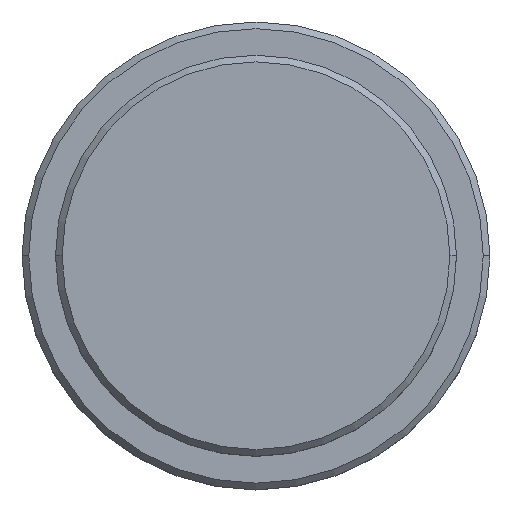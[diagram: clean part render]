
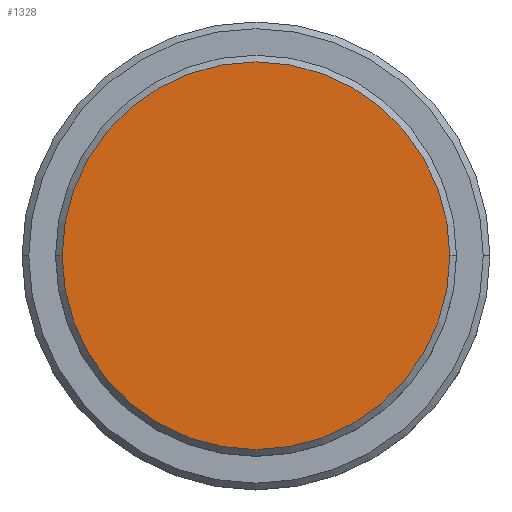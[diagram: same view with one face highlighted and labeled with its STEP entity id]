
A CAD part, top view. The second image highlights one B-rep face of the part: STEP entity #1328.
In plain terms, the highlighted planar face has unit normal (0, 0, 1).
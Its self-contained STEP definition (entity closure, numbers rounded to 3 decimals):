
#3 = ORIENTED_EDGE ( 'NONE', *, *, #1174, .T. ) ;
#137 = PLANE ( 'NONE',  #454 ) ;
#182 = CARTESIAN_POINT ( 'NONE',  ( 0., 0., 0. ) ) ;
#194 = CARTESIAN_POINT ( 'NONE',  ( -14.5, 0., 0. ) ) ;
#197 = EDGE_LOOP ( 'NONE', ( #3, #826 ) ) ;
#207 = EDGE_CURVE ( 'NONE', #1265, #1127, #447, .T. ) ;
#237 = CARTESIAN_POINT ( 'NONE',  ( 14.5, 0., 0. ) ) ;
#421 = DIRECTION ( 'NONE',  ( 0., 0., 1. ) ) ;
#447 = CIRCLE ( 'NONE', #1238, 14.5 ) ;
#454 = AXIS2_PLACEMENT_3D ( 'NONE', #972, #488, #800 ) ;
#488 = DIRECTION ( 'NONE',  ( 0., 0., 1. ) ) ;
#571 = AXIS2_PLACEMENT_3D ( 'NONE', #182, #421, #856 ) ;
#774 = CIRCLE ( 'NONE', #571, 14.5 ) ;
#800 = DIRECTION ( 'NONE',  ( 1., 0., 0. ) ) ;
#826 = ORIENTED_EDGE ( 'NONE', *, *, #207, .T. ) ;
#856 = DIRECTION ( 'NONE',  ( 1., 0., 0. ) ) ;
#972 = CARTESIAN_POINT ( 'NONE',  ( 0., 0., 0. ) ) ;
#979 = DIRECTION ( 'NONE',  ( 1., 0., 0. ) ) ;
#1081 = CARTESIAN_POINT ( 'NONE',  ( 0., 0., 0. ) ) ;
#1113 = FACE_OUTER_BOUND ( 'NONE', #197, .T. ) ;
#1127 = VERTEX_POINT ( 'NONE', #194 ) ;
#1174 = EDGE_CURVE ( 'NONE', #1127, #1265, #774, .T. ) ;
#1238 = AXIS2_PLACEMENT_3D ( 'NONE', #1081, #1363, #979 ) ;
#1265 = VERTEX_POINT ( 'NONE', #237 ) ;
#1328 = ADVANCED_FACE ( 'NONE', ( #1113 ), #137, .T. ) ;
#1363 = DIRECTION ( 'NONE',  ( 0., 0., 1. ) ) ;
